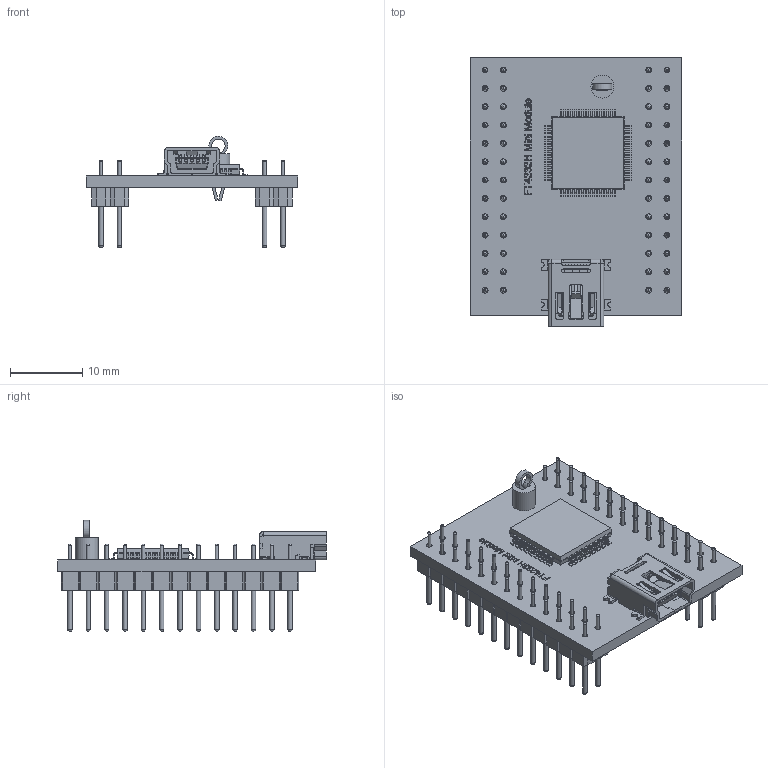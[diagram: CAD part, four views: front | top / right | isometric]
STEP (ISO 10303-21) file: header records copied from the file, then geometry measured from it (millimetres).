
FILE_DESCRIPTION(/* description */ (''),/* implementation_level */ '2;1');
FILE_NAME(/* name */ 'FTDI - FT4232H Module',/* time_stamp */ '2023-11-07T10:36:18-08:00',/* author */ ('Current Lighting'),/* organization */ ('Current Lighting'),/* preprocessor_version */ 'ST-DEVELOPER v16.7',/* originating_system */ 'DEX',/* authorisation */ $);
FILE_SCHEMA (('AUTOMOTIVE_DESIGN {1 0 10303 214 3 1 1}'));
Products named in the file (6): FTDI - FT4232H Module; FTDI - FT4232H Mini Module PCB; Keystone Electronics - 5006 PC TEST POINT COMPACT BLACK; Würth Elektronik - 65100516121 CONN RCPT USB2.0 MINI B SMD; Samtec - TD-113-T-A CONN HEADER VERT 26POS 2.54MM; Package - 64-LQFP
Assembly tree (6 placements, depth 2):
  FTDI - FT4232H Module
    FTDI - FT4232H Mini Module PCB
    Keystone Electronics - 5006 PC TEST POINT COMPACT BLACK
    Würth Elektronik - 65100516121 CONN RCPT USB2.0 MINI B SMD
    Samtec - TD-113-T-A CONN HEADER VERT 26POS 2.54MM  x2
    Package - 64-LQFP
Bounding box: 29.3 x 37.18 x 15.4 mm (x, y, z)
Volume: 2926.2 mm3; surface area: 5621.2 mm2
Topology: 6 solids, 6 shells, 2441 faces, 6413 edges, 4123 vertices
Faces by surface type: plane 1543, cylinder 703, torus 104, cone 54, bspline 31, sphere 6
Full cylindrical faces by diameter (mm): 0.457 x52, 0.635 x52, 0.8 x54, 1.321 x104, 2 x1, 3.175 x1
Entity records: 78883 total; most frequent: CARTESIAN_POINT 12507, DIRECTION 10564, ORIENTED_EDGE 10512, EDGE_CURVE 5256, LINE 3896, VECTOR 3896, VERTEX_POINT 3481, AXIS2_PLACEMENT_3D 3334
